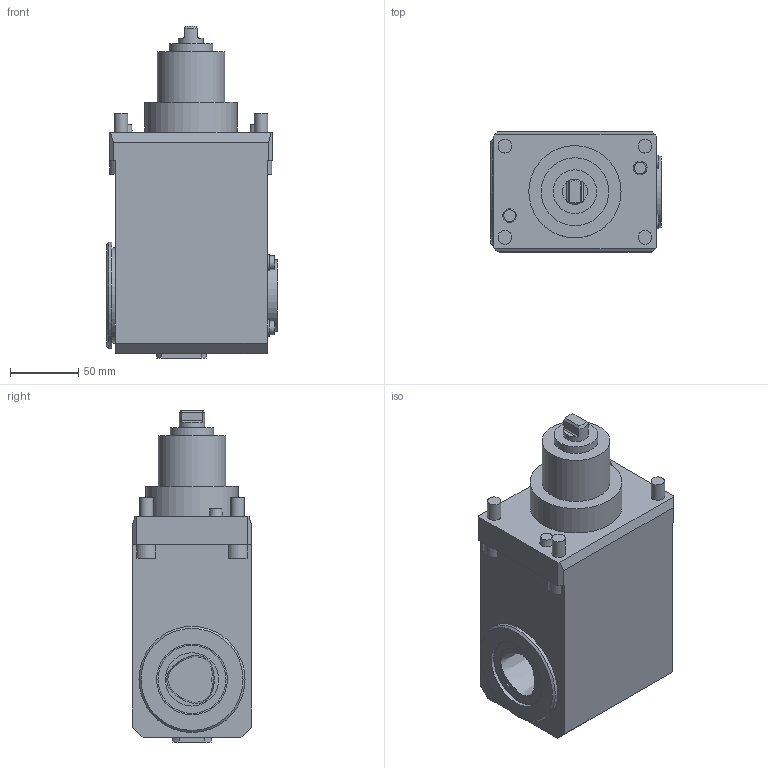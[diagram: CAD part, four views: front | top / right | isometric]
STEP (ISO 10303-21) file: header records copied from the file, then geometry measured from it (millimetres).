
FILE_DESCRIPTION(/* description */ (''),/* implementation_level */ '2;1');
FILE_NAME(/* name */ '1533804406852.stp',/* time_stamp */ '2018-08-09T10:46:52+02:00',/* author */ (''),/* organization */ ('SMS'),/* preprocessor_version */ 'ST-DEVELOPER v15',/* originating_system */ 'SIEMENS PLM Software NX 8.5',/* authorisation */ '');
FILE_SCHEMA (('AUTOMOTIVE_DESIGN { 1 0 10303 214 3 1 1 1 }'));
Length unit declared in the file: millimetre
Products named in the file (1): 201816096mod000_00
Bounding box: 125.6 x 88 x 244 mm (x, y, z)
Volume: 1789124.3 mm3; surface area: 107808.8 mm2
Topology: 1 solids, 1 shells, 98 faces, 216 edges, 147 vertices
Faces by surface type: plane 59, cylinder 33, cone 5, bspline 1
Full cylindrical faces by diameter (mm): 3 x1, 10 x8, 12 x4, 18.5 x1, 32 x1, 39.2 x1, 49.8 x1, 50 x1, 52 x1, 52.6 x1, 67.8 x1, 70 x1, 78 x1
Entity records: 2808 total; most frequent: CARTESIAN_POINT 711, DIRECTION 436, ORIENTED_EDGE 358, EDGE_CURVE 179, AXIS2_PLACEMENT_3D 172, EDGE_LOOP 152, VERTEX_POINT 137, ADVANCED_FACE 98
